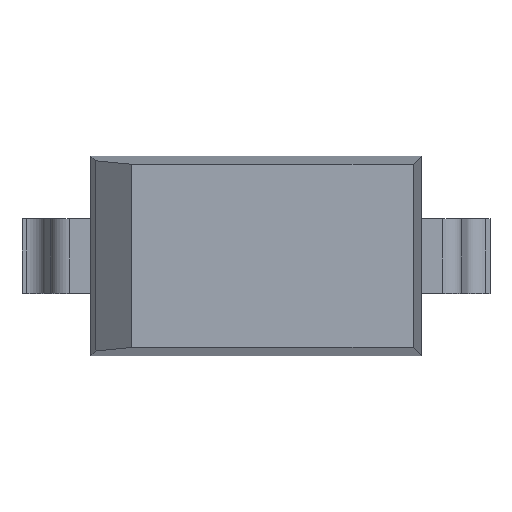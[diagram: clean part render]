
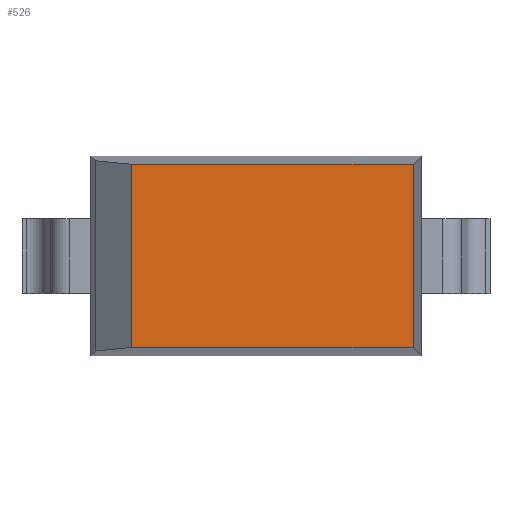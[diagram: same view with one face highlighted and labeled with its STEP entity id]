
A CAD part, top view. The second image highlights one B-rep face of the part: STEP entity #526.
In plain terms, the highlighted planar face has unit normal (0, 0, 1).
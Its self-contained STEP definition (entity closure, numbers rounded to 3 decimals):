
#63 = PLANE('',#64);
#64 = AXIS2_PLACEMENT_3D('',#65,#66,#67);
#65 = CARTESIAN_POINT('',(-1.325,-0.767,1.045));
#66 = DIRECTION('',(0.,0.994,-0.108));
#67 = DIRECTION('',(-1.,-0.,-0.));
#119 = PLANE('',#120);
#120 = AXIS2_PLACEMENT_3D('',#121,#122,#123);
#121 = CARTESIAN_POINT('',(-1.325,0.767,1.045));
#122 = DIRECTION('',(0.,0.994,0.108));
#123 = DIRECTION('',(-1.,0.,0.));
#145 = PLANE('',#146);
#146 = AXIS2_PLACEMENT_3D('',#147,#148,#149);
#147 = CARTESIAN_POINT('',(-1.142,-0.734,1.22));
#148 = DIRECTION('',(0.668,0.,-0.744));
#149 = DIRECTION('',(0.,1.,0.));
#190 = VERTEX_POINT('',#191);
#191 = CARTESIAN_POINT('',(1.259,-0.734,1.35));
#205 = PLANE('',#206);
#206 = AXIS2_PLACEMENT_3D('',#207,#208,#209);
#207 = CARTESIAN_POINT('',(1.292,-0.8,1.045));
#208 = DIRECTION('',(0.994,0.,0.108));
#209 = DIRECTION('',(0.,1.,0.));
#217 = EDGE_CURVE('',#218,#190,#220,.T.);
#218 = VERTEX_POINT('',#219);
#219 = CARTESIAN_POINT('',(-0.996,-0.734,1.35));
#220 = SURFACE_CURVE('',#221,(#225,#232),.PCURVE_S1.);
#221 = LINE('',#222,#223);
#222 = CARTESIAN_POINT('',(-1.325,-0.734,1.35));
#223 = VECTOR('',#224,1.);
#224 = DIRECTION('',(1.,0.,0.));
#225 = PCURVE('',#63,#226);
#226 = DEFINITIONAL_REPRESENTATION('',(#227),#231);
#227 = LINE('',#228,#229);
#228 = CARTESIAN_POINT('',(-0.,0.307));
#229 = VECTOR('',#230,1.);
#230 = DIRECTION('',(-1.,0.));
#231 = ( GEOMETRIC_REPRESENTATION_CONTEXT(2) 
PARAMETRIC_REPRESENTATION_CONTEXT() REPRESENTATION_CONTEXT('2D SPACE',''
  ) );
#232 = PCURVE('',#233,#238);
#233 = PLANE('',#234);
#234 = AXIS2_PLACEMENT_3D('',#235,#236,#237);
#235 = CARTESIAN_POINT('',(-1.325,-0.8,1.35));
#236 = DIRECTION('',(0.,0.,1.));
#237 = DIRECTION('',(1.,0.,0.));
#238 = DEFINITIONAL_REPRESENTATION('',(#239),#243);
#239 = LINE('',#240,#241);
#240 = CARTESIAN_POINT('',(0.,0.066));
#241 = VECTOR('',#242,1.);
#242 = DIRECTION('',(1.,0.));
#243 = ( GEOMETRIC_REPRESENTATION_CONTEXT(2) 
PARAMETRIC_REPRESENTATION_CONTEXT() REPRESENTATION_CONTEXT('2D SPACE',''
  ) );
#272 = VERTEX_POINT('',#273);
#273 = CARTESIAN_POINT('',(-0.996,0.734,1.35));
#294 = EDGE_CURVE('',#218,#272,#295,.T.);
#295 = SURFACE_CURVE('',#296,(#300,#307),.PCURVE_S1.);
#296 = LINE('',#297,#298);
#297 = CARTESIAN_POINT('',(-0.996,-0.734,1.35));
#298 = VECTOR('',#299,1.);
#299 = DIRECTION('',(0.,1.,0.));
#300 = PCURVE('',#145,#301);
#301 = DEFINITIONAL_REPRESENTATION('',(#302),#306);
#302 = LINE('',#303,#304);
#303 = CARTESIAN_POINT('',(0.,0.195));
#304 = VECTOR('',#305,1.);
#305 = DIRECTION('',(1.,0.));
#306 = ( GEOMETRIC_REPRESENTATION_CONTEXT(2) 
PARAMETRIC_REPRESENTATION_CONTEXT() REPRESENTATION_CONTEXT('2D SPACE',''
  ) );
#307 = PCURVE('',#233,#308);
#308 = DEFINITIONAL_REPRESENTATION('',(#309),#313);
#309 = LINE('',#310,#311);
#310 = CARTESIAN_POINT('',(0.329,0.066));
#311 = VECTOR('',#312,1.);
#312 = DIRECTION('',(0.,1.));
#313 = ( GEOMETRIC_REPRESENTATION_CONTEXT(2) 
PARAMETRIC_REPRESENTATION_CONTEXT() REPRESENTATION_CONTEXT('2D SPACE',''
  ) );
#424 = VERTEX_POINT('',#425);
#425 = CARTESIAN_POINT('',(1.259,0.734,1.35));
#446 = EDGE_CURVE('',#272,#424,#447,.T.);
#447 = SURFACE_CURVE('',#448,(#452,#459),.PCURVE_S1.);
#448 = LINE('',#449,#450);
#449 = CARTESIAN_POINT('',(-1.325,0.734,1.35));
#450 = VECTOR('',#451,1.);
#451 = DIRECTION('',(1.,0.,0.));
#452 = PCURVE('',#119,#453);
#453 = DEFINITIONAL_REPRESENTATION('',(#454),#458);
#454 = LINE('',#455,#456);
#455 = CARTESIAN_POINT('',(-0.,0.307));
#456 = VECTOR('',#457,1.);
#457 = DIRECTION('',(-1.,0.));
#458 = ( GEOMETRIC_REPRESENTATION_CONTEXT(2) 
PARAMETRIC_REPRESENTATION_CONTEXT() REPRESENTATION_CONTEXT('2D SPACE',''
  ) );
#459 = PCURVE('',#233,#460);
#460 = DEFINITIONAL_REPRESENTATION('',(#461),#465);
#461 = LINE('',#462,#463);
#462 = CARTESIAN_POINT('',(0.,1.534));
#463 = VECTOR('',#464,1.);
#464 = DIRECTION('',(1.,0.));
#465 = ( GEOMETRIC_REPRESENTATION_CONTEXT(2) 
PARAMETRIC_REPRESENTATION_CONTEXT() REPRESENTATION_CONTEXT('2D SPACE',''
  ) );
#526 = ADVANCED_FACE('',(#527),#233,.T.);
#527 = FACE_BOUND('',#528,.T.);
#528 = EDGE_LOOP('',(#529,#530,#551,#552));
#529 = ORIENTED_EDGE('',*,*,#217,.T.);
#530 = ORIENTED_EDGE('',*,*,#531,.T.);
#531 = EDGE_CURVE('',#190,#424,#532,.T.);
#532 = SURFACE_CURVE('',#533,(#537,#544),.PCURVE_S1.);
#533 = LINE('',#534,#535);
#534 = CARTESIAN_POINT('',(1.259,-0.8,1.35));
#535 = VECTOR('',#536,1.);
#536 = DIRECTION('',(0.,1.,0.));
#537 = PCURVE('',#233,#538);
#538 = DEFINITIONAL_REPRESENTATION('',(#539),#543);
#539 = LINE('',#540,#541);
#540 = CARTESIAN_POINT('',(2.584,0.));
#541 = VECTOR('',#542,1.);
#542 = DIRECTION('',(0.,1.));
#543 = ( GEOMETRIC_REPRESENTATION_CONTEXT(2) 
PARAMETRIC_REPRESENTATION_CONTEXT() REPRESENTATION_CONTEXT('2D SPACE',''
  ) );
#544 = PCURVE('',#205,#545);
#545 = DEFINITIONAL_REPRESENTATION('',(#546),#550);
#546 = LINE('',#547,#548);
#547 = CARTESIAN_POINT('',(0.,0.307));
#548 = VECTOR('',#549,1.);
#549 = DIRECTION('',(1.,0.));
#550 = ( GEOMETRIC_REPRESENTATION_CONTEXT(2) 
PARAMETRIC_REPRESENTATION_CONTEXT() REPRESENTATION_CONTEXT('2D SPACE',''
  ) );
#551 = ORIENTED_EDGE('',*,*,#446,.F.);
#552 = ORIENTED_EDGE('',*,*,#294,.F.);
